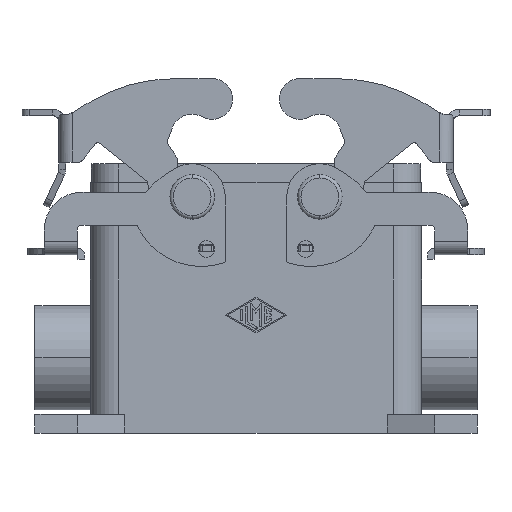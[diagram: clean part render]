
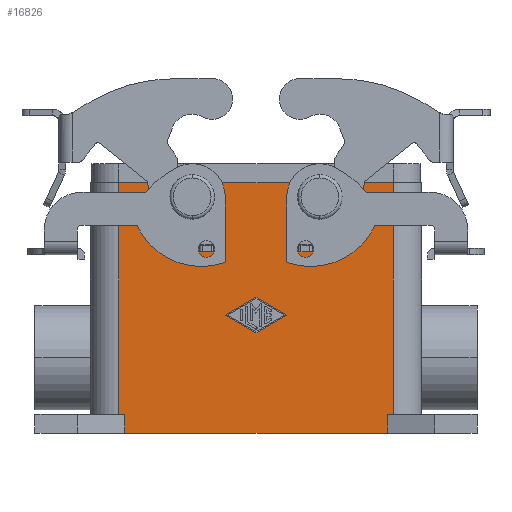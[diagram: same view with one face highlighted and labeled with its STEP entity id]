
A CAD part, front view. The second image highlights one B-rep face of the part: STEP entity #16826.
In plain terms, the highlighted planar face has unit normal (0, -1, 0).
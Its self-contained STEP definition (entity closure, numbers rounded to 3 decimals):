
#13764=CARTESIAN_POINT('',(0.,-22.25,1.5));
#13765=VERTEX_POINT('',#13764);
#13774=CARTESIAN_POINT('',(0.,-22.25,-1.5));
#13775=VERTEX_POINT('',#13774);
#13776=CARTESIAN_POINT('',(0.0,-22.25,0.));
#13777=DIRECTION('',(0.0,1.0,0.0));
#13778=DIRECTION('',(0.0,0.0,1.0));
#13779=AXIS2_PLACEMENT_3D('',#13776,#13777,#13778);
#13780=CIRCLE('',#13779,1.5);
#13781=EDGE_CURVE('',#13775,#13765,#13780,.T.);
#14405=CARTESIAN_POINT('',(-27.0,-22.25,1.5));
#14406=VERTEX_POINT('',#14405);
#14415=CARTESIAN_POINT('',(-27.0,-22.25,-1.5));
#14416=VERTEX_POINT('',#14415);
#14417=CARTESIAN_POINT('',(-27.0,-22.25,0.));
#14418=DIRECTION('',(0.0,1.0,0.0));
#14419=DIRECTION('',(0.0,0.0,1.0));
#14420=AXIS2_PLACEMENT_3D('',#14417,#14418,#14419);
#14421=CIRCLE('',#14420,1.5);
#14422=EDGE_CURVE('',#14416,#14406,#14421,.T.);
#15964=CARTESIAN_POINT('',(-20.,-22.25,-25.));
#15965=VERTEX_POINT('',#15964);
#15972=CARTESIAN_POINT('',(-13.5,-22.25,-28.749));
#15973=VERTEX_POINT('',#15972);
#15974=CARTESIAN_POINT('',(-13.5,-22.25,-28.749));
#15975=DIRECTION('',(-0.866,0.0,0.5));
#15976=VECTOR('',#15975,7.504);
#15977=LINE('',#15974,#15976);
#15978=EDGE_CURVE('',#15973,#15965,#15977,.T.);
#16003=CARTESIAN_POINT('',(-7.,-22.25,-25.));
#16004=VERTEX_POINT('',#16003);
#16005=CARTESIAN_POINT('',(-7.,-22.25,-25.));
#16006=DIRECTION('',(-0.866,0.0,-0.5));
#16007=VECTOR('',#16006,7.504);
#16008=LINE('',#16005,#16007);
#16009=EDGE_CURVE('',#16004,#15973,#16008,.T.);
#16034=CARTESIAN_POINT('',(-13.5,-22.25,-21.251));
#16035=VERTEX_POINT('',#16034);
#16036=CARTESIAN_POINT('',(-13.5,-22.25,-21.251));
#16037=DIRECTION('',(0.866,0.0,-0.5));
#16038=VECTOR('',#16037,7.504);
#16039=LINE('',#16036,#16038);
#16040=EDGE_CURVE('',#16035,#16004,#16039,.T.);
#16063=CARTESIAN_POINT('',(-20.,-22.25,-25.));
#16064=DIRECTION('',(0.866,0.0,0.5));
#16065=VECTOR('',#16064,7.504);
#16066=LINE('',#16063,#16065);
#16067=EDGE_CURVE('',#15965,#16035,#16066,.T.);
#16729=CARTESIAN_POINT('',(14.25,-22.25,-50.0));
#16730=DIRECTION('',(0.0,-1.0,0.0));
#16731=DIRECTION('',(0.0,0.0,-1.0));
#16732=AXIS2_PLACEMENT_3D('',#16729,#16730,#16731);
#16733=PLANE('',#16732);
#16734=CARTESIAN_POINT('',(-41.25,-22.25,-50.0));
#16735=VERTEX_POINT('',#16734);
#16736=CARTESIAN_POINT('',(-41.25,-22.25,-46.));
#16737=VERTEX_POINT('',#16736);
#16738=CARTESIAN_POINT('',(-41.25,-22.25,-50.0));
#16739=DIRECTION('',(0.0,0.0,1.0));
#16740=VECTOR('',#16739,4.);
#16741=LINE('',#16738,#16740);
#16742=EDGE_CURVE('',#16735,#16737,#16741,.T.);
#16743=ORIENTED_EDGE('',*,*,#16742,.F.);
#16744=CARTESIAN_POINT('',(14.25,-22.25,-50.0));
#16745=VERTEX_POINT('',#16744);
#16746=CARTESIAN_POINT('',(14.25,-22.25,-50.0));
#16747=DIRECTION('',(-1.0,0.0,0.0));
#16748=VECTOR('',#16747,55.5);
#16749=LINE('',#16746,#16748);
#16750=EDGE_CURVE('',#16745,#16735,#16749,.T.);
#16751=ORIENTED_EDGE('',*,*,#16750,.F.);
#16752=CARTESIAN_POINT('',(14.25,-22.25,-46.));
#16753=VERTEX_POINT('',#16752);
#16754=CARTESIAN_POINT('',(14.25,-22.25,-50.0));
#16755=DIRECTION('',(0.0,0.0,1.0));
#16756=VECTOR('',#16755,4.);
#16757=LINE('',#16754,#16756);
#16758=EDGE_CURVE('',#16745,#16753,#16757,.T.);
#16759=ORIENTED_EDGE('',*,*,#16758,.T.);
#16760=CARTESIAN_POINT('',(15.5,-22.25,-46.));
#16761=VERTEX_POINT('',#16760);
#16762=CARTESIAN_POINT('',(15.5,-22.25,-46.));
#16763=DIRECTION('',(-1.0,0.0,0.0));
#16764=VECTOR('',#16763,1.25);
#16765=LINE('',#16762,#16764);
#16766=EDGE_CURVE('',#16761,#16753,#16765,.T.);
#16767=ORIENTED_EDGE('',*,*,#16766,.F.);
#16768=CARTESIAN_POINT('',(15.5,-22.25,3.));
#16769=VERTEX_POINT('',#16768);
#16770=CARTESIAN_POINT('',(15.5,-22.25,-46.));
#16771=DIRECTION('',(0.0,0.0,1.0));
#16772=VECTOR('',#16771,49.);
#16773=LINE('',#16770,#16772);
#16774=EDGE_CURVE('',#16761,#16769,#16773,.T.);
#16775=ORIENTED_EDGE('',*,*,#16774,.T.);
#16776=CARTESIAN_POINT('',(-42.5,-22.25,3.));
#16777=VERTEX_POINT('',#16776);
#16778=CARTESIAN_POINT('',(15.5,-22.25,3.));
#16779=DIRECTION('',(-1.0,0.0,0.0));
#16780=VECTOR('',#16779,58.0);
#16781=LINE('',#16778,#16780);
#16782=EDGE_CURVE('',#16769,#16777,#16781,.T.);
#16783=ORIENTED_EDGE('',*,*,#16782,.T.);
#16784=CARTESIAN_POINT('',(-42.5,-22.25,-46.));
#16785=VERTEX_POINT('',#16784);
#16786=CARTESIAN_POINT('',(-42.5,-22.25,-46.));
#16787=DIRECTION('',(0.0,0.0,1.0));
#16788=VECTOR('',#16787,49.);
#16789=LINE('',#16786,#16788);
#16790=EDGE_CURVE('',#16785,#16777,#16789,.T.);
#16791=ORIENTED_EDGE('',*,*,#16790,.F.);
#16792=CARTESIAN_POINT('',(-41.25,-22.25,-46.));
#16793=DIRECTION('',(-1.0,0.0,0.0));
#16794=VECTOR('',#16793,1.25);
#16795=LINE('',#16792,#16794);
#16796=EDGE_CURVE('',#16737,#16785,#16795,.T.);
#16797=ORIENTED_EDGE('',*,*,#16796,.F.);
#16798=EDGE_LOOP('',(#16743,#16751,#16759,#16767,#16775,#16783,#16791,#16797));
#16799=FACE_OUTER_BOUND('',#16798,.T.);
#16800=ORIENTED_EDGE('',*,*,#13781,.T.);
#16801=CARTESIAN_POINT('',(0.0,-22.25,0.));
#16802=DIRECTION('',(0.0,1.0,0.0));
#16803=DIRECTION('',(0.0,0.0,1.0));
#16804=AXIS2_PLACEMENT_3D('',#16801,#16802,#16803);
#16805=CIRCLE('',#16804,1.5);
#16806=EDGE_CURVE('',#13765,#13775,#16805,.T.);
#16807=ORIENTED_EDGE('',*,*,#16806,.T.);
#16808=EDGE_LOOP('',(#16800,#16807));
#16809=FACE_BOUND('',#16808,.T.);
#16810=ORIENTED_EDGE('',*,*,#14422,.T.);
#16811=CARTESIAN_POINT('',(-27.0,-22.25,0.));
#16812=DIRECTION('',(0.0,1.0,0.0));
#16813=DIRECTION('',(0.0,0.0,1.0));
#16814=AXIS2_PLACEMENT_3D('',#16811,#16812,#16813);
#16815=CIRCLE('',#16814,1.5);
#16816=EDGE_CURVE('',#14406,#14416,#16815,.T.);
#16817=ORIENTED_EDGE('',*,*,#16816,.T.);
#16818=EDGE_LOOP('',(#16810,#16817));
#16819=FACE_BOUND('',#16818,.T.);
#16820=ORIENTED_EDGE('',*,*,#15978,.T.);
#16821=ORIENTED_EDGE('',*,*,#16067,.T.);
#16822=ORIENTED_EDGE('',*,*,#16040,.T.);
#16823=ORIENTED_EDGE('',*,*,#16009,.T.);
#16824=EDGE_LOOP('',(#16820,#16821,#16822,#16823));
#16825=FACE_BOUND('',#16824,.T.);
#16826=ADVANCED_FACE('',(#16799,#16809,#16819,#16825),#16733,.T.);
